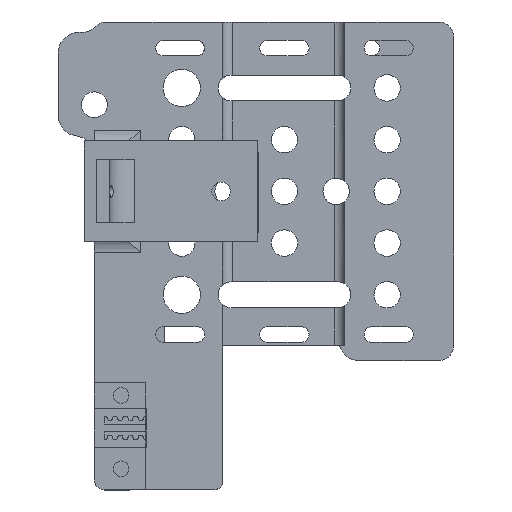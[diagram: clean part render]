
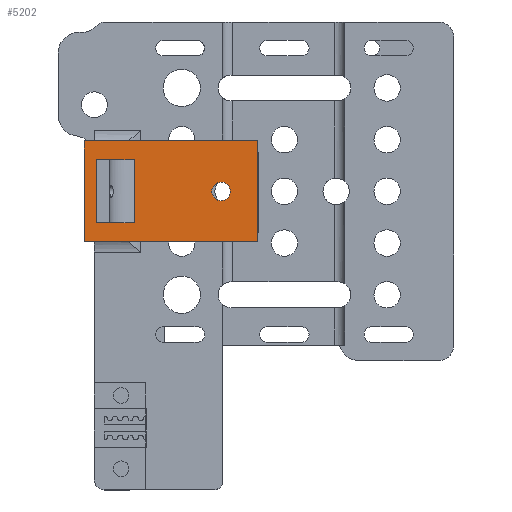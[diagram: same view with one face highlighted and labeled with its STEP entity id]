
A CAD part, front view. The second image highlights one B-rep face of the part: STEP entity #5202.
In plain terms, the highlighted planar face has unit normal (0, -1, 0).
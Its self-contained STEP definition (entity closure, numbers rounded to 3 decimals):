
#241=CIRCLE('',#5583,1.79);
#442=FACE_BOUND('',#845,.T.);
#443=FACE_BOUND('',#846,.T.);
#532=FACE_OUTER_BOUND('',#844,.T.);
#844=EDGE_LOOP('',(#3869,#3870,#3871,#3872));
#845=EDGE_LOOP('',(#3873));
#846=EDGE_LOOP('',(#3874,#3875,#3876,#3877));
#1107=LINE('',#7571,#1636);
#1232=LINE('',#7992,#1761);
#1263=LINE('',#8064,#1792);
#1274=LINE('',#8103,#1803);
#1276=LINE('',#8107,#1805);
#1278=LINE('',#8111,#1807);
#1280=LINE('',#8114,#1809);
#1281=LINE('',#8116,#1810);
#1636=VECTOR('',#6007,10.);
#1761=VECTOR('',#6354,10.);
#1792=VECTOR('',#6427,10.);
#1803=VECTOR('',#6462,10.);
#1805=VECTOR('',#6466,10.);
#1807=VECTOR('',#6470,10.);
#1809=VECTOR('',#6474,10.);
#1810=VECTOR('',#6477,10.);
#2161=VERTEX_POINT('',#7568);
#2162=VERTEX_POINT('',#7570);
#2326=VERTEX_POINT('',#7989);
#2327=VERTEX_POINT('',#7991);
#2339=VERTEX_POINT('',#8035);
#2362=VERTEX_POINT('',#8100);
#2363=VERTEX_POINT('',#8102);
#2364=VERTEX_POINT('',#8106);
#2365=VERTEX_POINT('',#8110);
#2680=EDGE_CURVE('',#2162,#2161,#1107,.T.);
#2880=EDGE_CURVE('',#2326,#2327,#1232,.T.);
#2902=EDGE_CURVE('',#2339,#2339,#241,.T.);
#2917=EDGE_CURVE('',#2327,#2161,#1263,.T.);
#2938=EDGE_CURVE('',#2363,#2362,#1274,.T.);
#2940=EDGE_CURVE('',#2364,#2363,#1276,.T.);
#2942=EDGE_CURVE('',#2365,#2364,#1278,.T.);
#2944=EDGE_CURVE('',#2362,#2365,#1280,.T.);
#2945=EDGE_CURVE('',#2326,#2162,#1281,.T.);
#3869=ORIENTED_EDGE('',*,*,#2945,.T.);
#3870=ORIENTED_EDGE('',*,*,#2680,.T.);
#3871=ORIENTED_EDGE('',*,*,#2917,.F.);
#3872=ORIENTED_EDGE('',*,*,#2880,.F.);
#3873=ORIENTED_EDGE('',*,*,#2902,.T.);
#3874=ORIENTED_EDGE('',*,*,#2944,.T.);
#3875=ORIENTED_EDGE('',*,*,#2942,.T.);
#3876=ORIENTED_EDGE('',*,*,#2940,.T.);
#3877=ORIENTED_EDGE('',*,*,#2938,.T.);
#5039=PLANE('',#5607);
#5202=ADVANCED_FACE('',(#532,#442,#443),#5039,.T.);
#5583=AXIS2_PLACEMENT_3D('',#8036,#6398,#6399);
#5607=AXIS2_PLACEMENT_3D('',#8115,#6475,#6476);
#6007=DIRECTION('',(-1.,0.,0.));
#6354=DIRECTION('',(-1.,0.,0.));
#6398=DIRECTION('center_axis',(0.,1.,0.));
#6399=DIRECTION('ref_axis',(1.,0.,0.));
#6427=DIRECTION('',(0.,0.,1.));
#6462=DIRECTION('',(1.,0.,0.));
#6466=DIRECTION('',(0.,0.,1.));
#6470=DIRECTION('',(-1.,0.,0.));
#6474=DIRECTION('',(0.,0.,-1.));
#6475=DIRECTION('center_axis',(0.,-1.,0.));
#6476=DIRECTION('ref_axis',(0.,0.,-1.));
#6477=DIRECTION('',(0.,0.,1.));
#7568=CARTESIAN_POINT('',(-75.946,-65.175,22.311));
#7570=CARTESIAN_POINT('',(-42.446,-65.175,22.311));
#7571=CARTESIAN_POINT('',(-42.446,-65.175,22.311));
#7989=CARTESIAN_POINT('',(-42.446,-65.175,2.811));
#7991=CARTESIAN_POINT('',(-75.946,-65.175,2.811));
#7992=CARTESIAN_POINT('',(-73.946,-65.175,2.811));
#8035=CARTESIAN_POINT('',(-51.236,-65.175,12.561));
#8036=CARTESIAN_POINT('Origin',(-49.446,-65.175,12.561));
#8064=CARTESIAN_POINT('',(-75.946,-65.175,2.811));
#8100=CARTESIAN_POINT('',(-66.276,-65.175,18.661));
#8102=CARTESIAN_POINT('',(-73.476,-65.175,18.661));
#8103=CARTESIAN_POINT('',(-73.476,-65.175,18.661));
#8106=CARTESIAN_POINT('',(-73.476,-65.175,6.461));
#8107=CARTESIAN_POINT('',(-73.476,-65.175,6.461));
#8110=CARTESIAN_POINT('',(-66.276,-65.175,6.461));
#8111=CARTESIAN_POINT('',(-66.276,-65.175,6.461));
#8114=CARTESIAN_POINT('',(-66.276,-65.175,18.661));
#8115=CARTESIAN_POINT('Origin',(-58.196,-65.175,12.561));
#8116=CARTESIAN_POINT('',(-42.446,-65.175,2.811));
